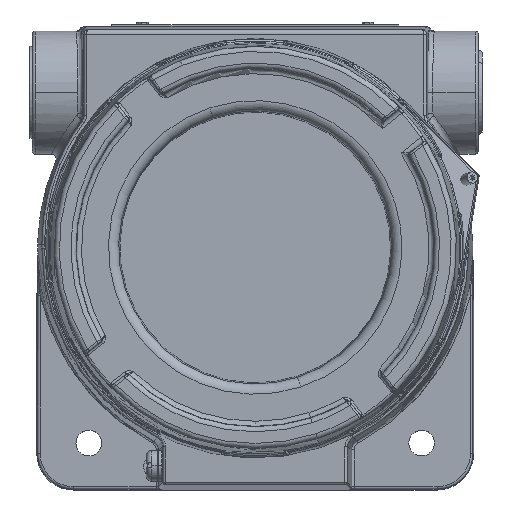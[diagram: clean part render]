
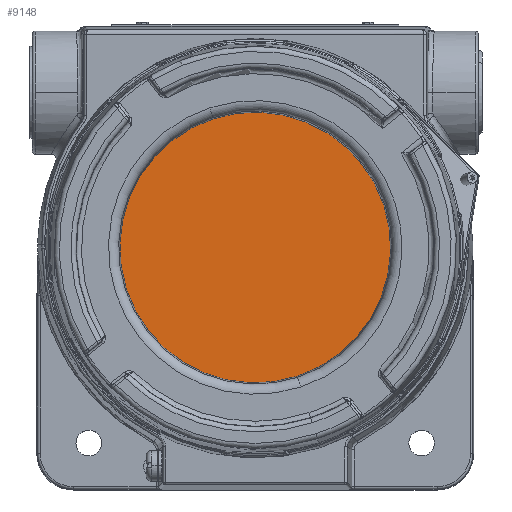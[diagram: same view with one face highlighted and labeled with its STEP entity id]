
A CAD part, top view. The second image highlights one B-rep face of the part: STEP entity #9148.
In plain terms, the highlighted planar face has unit normal (0, 0, 1).
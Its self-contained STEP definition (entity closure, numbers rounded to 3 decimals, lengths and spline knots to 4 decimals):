
#305 = DIRECTION ( 'NONE',  ( 0., 0., -1. ) ) ;
#8992 = CARTESIAN_POINT ( 'NONE',  ( 0., 0., 3.562 ) ) ;
#9148 = ADVANCED_FACE ( 'NONE', ( #68533 ), #11420, .F. ) ;
#11420 = PLANE ( 'NONE',  #57839 ) ;
#12109 = EDGE_LOOP ( 'NONE', ( #70717, #62067 ) ) ;
#12867 = DIRECTION ( 'NONE',  ( -0.151, 0.989, 0. ) ) ;
#25374 = CIRCLE ( 'NONE', #37033, 2.031 ) ;
#29923 = CARTESIAN_POINT ( 'NONE',  ( 0.3057, -2.0079, 3.562 ) ) ;
#31191 = DIRECTION ( 'NONE',  ( 0., 0., -1. ) ) ;
#31366 = EDGE_CURVE ( 'NONE', #71691, #71517, #40677, .T. ) ;
#37033 = AXIS2_PLACEMENT_3D ( 'NONE', #65484, #305, #55273 ) ;
#40677 = CIRCLE ( 'NONE', #63913, 2.031 ) ;
#40867 = CARTESIAN_POINT ( 'NONE',  ( 0., 0., 3.562 ) ) ;
#53405 = DIRECTION ( 'NONE',  ( -0.151, 0.989, 0. ) ) ;
#55273 = DIRECTION ( 'NONE',  ( -0.151, 0.989, 0. ) ) ;
#57839 = AXIS2_PLACEMENT_3D ( 'NONE', #40867, #62750, #12867 ) ;
#62067 = ORIENTED_EDGE ( 'NONE', *, *, #65632, .F. ) ;
#62750 = DIRECTION ( 'NONE',  ( 0., 0., -1. ) ) ;
#63913 = AXIS2_PLACEMENT_3D ( 'NONE', #8992, #31191, #53405 ) ;
#65484 = CARTESIAN_POINT ( 'NONE',  ( 0., 0., 3.562 ) ) ;
#65632 = EDGE_CURVE ( 'NONE', #71517, #71691, #25374, .T. ) ;
#68533 = FACE_OUTER_BOUND ( 'NONE', #12109, .T. ) ;
#69853 = CARTESIAN_POINT ( 'NONE',  ( -0.3057, 2.0079, 3.562 ) ) ;
#70717 = ORIENTED_EDGE ( 'NONE', *, *, #31366, .F. ) ;
#71517 = VERTEX_POINT ( 'NONE', #29923 ) ;
#71691 = VERTEX_POINT ( 'NONE', #69853 ) ;
